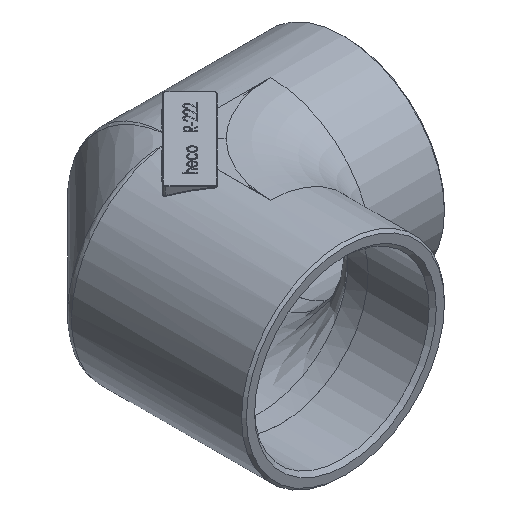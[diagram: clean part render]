
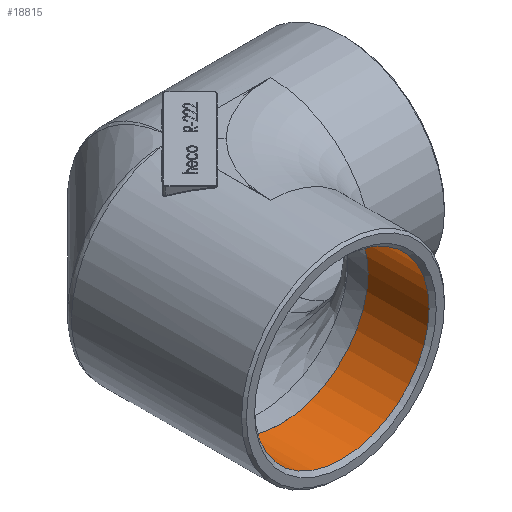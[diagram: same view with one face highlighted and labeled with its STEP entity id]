
A CAD part, isometric view. The second image highlights one B-rep face of the part: STEP entity #18815.
In plain terms, the highlighted cylindrical face has radius 36.113 mm (diameter 72.226 mm), a full revolution.
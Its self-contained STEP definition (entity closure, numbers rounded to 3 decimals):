
#472 = CARTESIAN_POINT ( 'NONE',  ( 0., 26.7, -36.113 ) ) ;
#640 = EDGE_LOOP ( 'NONE', ( #16695 ) ) ;
#686 = AXIS2_PLACEMENT_3D ( 'NONE', #10365, #13486, #18808 ) ;
#856 = FACE_OUTER_BOUND ( 'NONE', #16082, .T. ) ;
#940 = EDGE_CURVE ( 'NONE', #2345, #2345, #11416, .T. ) ;
#965 = DIRECTION ( 'NONE',  ( 0., -1., 0. ) ) ;
#2345 = VERTEX_POINT ( 'NONE', #21222 ) ;
#2416 = CYLINDRICAL_SURFACE ( 'NONE', #6288, 36.113 ) ;
#4298 = DIRECTION ( 'NONE',  ( 0., 0., -1. ) ) ;
#5182 = DIRECTION ( 'NONE',  ( 0., 0., -1. ) ) ;
#6205 = CARTESIAN_POINT ( 'NONE',  ( 0., -5.637, 0. ) ) ;
#6288 = AXIS2_PLACEMENT_3D ( 'NONE', #6205, #965, #4298 ) ;
#10365 = CARTESIAN_POINT ( 'NONE',  ( 0., 1.479, 0. ) ) ;
#11416 = CIRCLE ( 'NONE', #686, 36.113 ) ;
#12695 = ORIENTED_EDGE ( 'NONE', *, *, #18221, .F. ) ;
#13486 = DIRECTION ( 'NONE',  ( 0., -1., 0. ) ) ;
#13708 = CARTESIAN_POINT ( 'NONE',  ( 0., 26.7, 0. ) ) ;
#14363 = AXIS2_PLACEMENT_3D ( 'NONE', #13708, #20818, #5182 ) ;
#15823 = VERTEX_POINT ( 'NONE', #472 ) ;
#16082 = EDGE_LOOP ( 'NONE', ( #12695 ) ) ;
#16695 = ORIENTED_EDGE ( 'NONE', *, *, #940, .T. ) ;
#18221 = EDGE_CURVE ( 'NONE', #15823, #15823, #20524, .T. ) ;
#18808 = DIRECTION ( 'NONE',  ( 0., 0., -1. ) ) ;
#18815 = ADVANCED_FACE ( 'NONE', ( #19917, #856 ), #2416, .F. ) ;
#19917 = FACE_OUTER_BOUND ( 'NONE', #640, .T. ) ;
#20524 = CIRCLE ( 'NONE', #14363, 36.113 ) ;
#20818 = DIRECTION ( 'NONE',  ( 0., -1., 0. ) ) ;
#21222 = CARTESIAN_POINT ( 'NONE',  ( 0., 1.479, -36.113 ) ) ;
